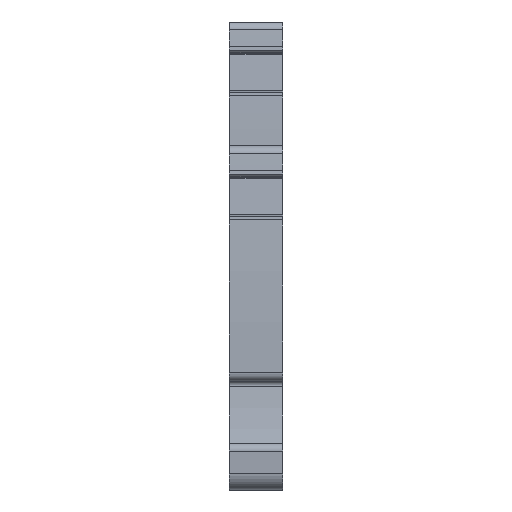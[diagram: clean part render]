
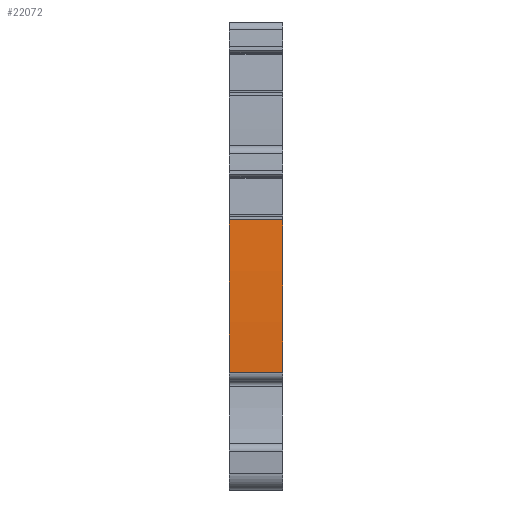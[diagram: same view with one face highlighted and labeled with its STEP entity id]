
A CAD part, front view. The second image highlights one B-rep face of the part: STEP entity #22072.
In plain terms, the highlighted cylindrical face has radius 191.632 mm (diameter 383.264 mm), a partial arc.
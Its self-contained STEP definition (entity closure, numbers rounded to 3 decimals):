
#22046=AXIS2_PLACEMENT_3D('Cylinder Axis2P3D',#22043,#22044,#22045) ;
#22050=AXIS2_PLACEMENT_3D('Circle Axis2P3D',#22048,#22049,$) ;
#22057=AXIS2_PLACEMENT_3D('Circle Axis2P3D',#22055,#22056,$) ;
#22062=AXIS2_PLACEMENT_3D('Circle Axis2P3D',#22060,#22061,$) ;
#2264=CARTESIAN_POINT('Line Origine',(3.05,2.,30.933)) ;
#2268=CARTESIAN_POINT('Vertex',(6.1,2.,30.933)) ;
#2270=CARTESIAN_POINT('Vertex',(0.,2.,30.933)) ;
#22016=CARTESIAN_POINT('Line Origine',(3.05,1.53,13.431)) ;
#22020=CARTESIAN_POINT('Vertex',(0.,1.53,13.431)) ;
#22022=CARTESIAN_POINT('Vertex',(6.1,1.53,13.431)) ;
#22043=CARTESIAN_POINT('Axis2P3D Location',(3.05,193.128,17.05)) ;
#22048=CARTESIAN_POINT('Axis2P3D Location',(6.1,193.128,17.05)) ;
#22052=CARTESIAN_POINT('Vertex',(6.1,1.53,13.45)) ;
#22055=CARTESIAN_POINT('Axis2P3D Location',(0.,193.128,17.05)) ;
#22060=CARTESIAN_POINT('Axis2P3D Location',(6.1,193.128,17.05)) ;
#2265=DIRECTION('Vector Direction',(-1.,0.,0.)) ;
#22017=DIRECTION('Vector Direction',(1.,0.,0.)) ;
#22044=DIRECTION('Axis2P3D Direction',(1.,0.,0.)) ;
#22045=DIRECTION('Axis2P3D XDirection',(0.,-0.994,0.112)) ;
#22049=DIRECTION('Axis2P3D Direction',(1.,0.,0.)) ;
#22056=DIRECTION('Axis2P3D Direction',(1.,0.,0.)) ;
#22061=DIRECTION('Axis2P3D Direction',(1.,0.,0.)) ;
#2266=VECTOR('Line Direction',#2265,1.) ;
#22018=VECTOR('Line Direction',#22017,1.) ;
#22066=ORIENTED_EDGE('',*,*,#22054,.F.) ;
#22067=ORIENTED_EDGE('',*,*,#2272,.T.) ;
#22068=ORIENTED_EDGE('',*,*,#22059,.F.) ;
#22069=ORIENTED_EDGE('',*,*,#22024,.T.) ;
#22070=ORIENTED_EDGE('',*,*,#22064,.F.) ;
#22072=ADVANCED_FACE('K\X2\00F6\X0\rper.3',(#22071),#22047,.T.) ;
#22051=CIRCLE('generated circle',#22050,191.632) ;
#22058=CIRCLE('generated circle',#22057,191.632) ;
#22063=CIRCLE('generated circle',#22062,191.632) ;
#22047=CYLINDRICAL_SURFACE('generated cylinder',#22046,191.632) ;
#2272=EDGE_CURVE('',#2269,#2271,#2267,.T.) ;
#22024=EDGE_CURVE('',#22021,#22023,#22019,.T.) ;
#22054=EDGE_CURVE('',#2269,#22053,#22051,.T.) ;
#22059=EDGE_CURVE('',#22021,#2271,#22058,.F.) ;
#22064=EDGE_CURVE('',#22053,#22023,#22063,.T.) ;
#22065=EDGE_LOOP('',(#22066,#22067,#22068,#22069,#22070)) ;
#22071=FACE_OUTER_BOUND('',#22065,.T.) ;
#2267=LINE('Line',#2264,#2266) ;
#22019=LINE('Line',#22016,#22018) ;
#2269=VERTEX_POINT('',#2268) ;
#2271=VERTEX_POINT('',#2270) ;
#22021=VERTEX_POINT('',#22020) ;
#22023=VERTEX_POINT('',#22022) ;
#22053=VERTEX_POINT('',#22052) ;
